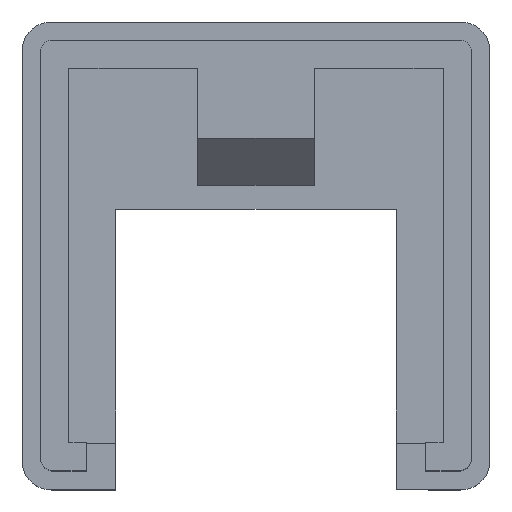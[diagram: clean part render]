
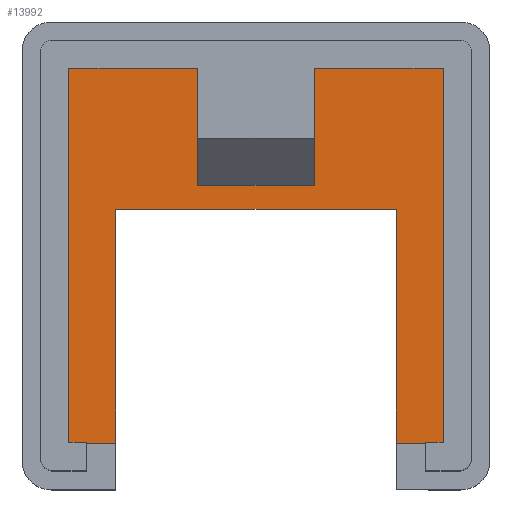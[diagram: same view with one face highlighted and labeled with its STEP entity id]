
A CAD part, top view. The second image highlights one B-rep face of the part: STEP entity #13992.
In plain terms, the highlighted planar face has unit normal (0, 0, 1).
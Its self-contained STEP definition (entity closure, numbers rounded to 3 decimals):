
#60 = CARTESIAN_POINT ( 'NONE',  ( 16., -16., 1. ) ) ;
#294 = ORIENTED_EDGE ( 'NONE', *, *, #7580, .T. ) ;
#330 = VECTOR ( 'NONE', #4031, 1000. ) ;
#503 = AXIS2_PLACEMENT_3D ( 'NONE', #8107, #2466, #10360 ) ;
#546 = DIRECTION ( 'NONE',  ( 0., -1., 0. ) ) ;
#589 = ORIENTED_EDGE ( 'NONE', *, *, #5446, .T. ) ;
#815 = CARTESIAN_POINT ( 'NONE',  ( -5., 6., 1. ) ) ;
#935 = EDGE_CURVE ( 'NONE', #13272, #11131, #8405, .T. ) ;
#1053 = ORIENTED_EDGE ( 'NONE', *, *, #2997, .T. ) ;
#1066 = EDGE_CURVE ( 'NONE', #3423, #13611, #4698, .T. ) ;
#1118 = CARTESIAN_POINT ( 'NONE',  ( 5., 16., 1. ) ) ;
#1190 = VECTOR ( 'NONE', #4394, 1000. ) ;
#1692 = VECTOR ( 'NONE', #546, 1000. ) ;
#1729 = CARTESIAN_POINT ( 'NONE',  ( 5., 6., 1. ) ) ;
#2269 = LINE ( 'NONE', #4650, #7603 ) ;
#2466 = DIRECTION ( 'NONE',  ( 0., 0., -1. ) ) ;
#2512 = VERTEX_POINT ( 'NONE', #14576 ) ;
#2686 = FACE_OUTER_BOUND ( 'NONE', #8349, .T. ) ;
#2736 = CARTESIAN_POINT ( 'NONE',  ( 16., 16., 1. ) ) ;
#2997 = EDGE_CURVE ( 'NONE', #4878, #13272, #2269, .T. ) ;
#3155 = LINE ( 'NONE', #2736, #330 ) ;
#3211 = CARTESIAN_POINT ( 'NONE',  ( -5., 16., 1. ) ) ;
#3423 = VERTEX_POINT ( 'NONE', #7802 ) ;
#3475 = DIRECTION ( 'NONE',  ( 1., 0., 0. ) ) ;
#3558 = VECTOR ( 'NONE', #4311, 1000. ) ;
#3732 = EDGE_CURVE ( 'NONE', #2512, #5785, #3155, .T. ) ;
#3926 = LINE ( 'NONE', #815, #3558 ) ;
#4014 = DIRECTION ( 'NONE',  ( 0., -1., 0. ) ) ;
#4031 = DIRECTION ( 'NONE',  ( 0., 1., 0. ) ) ;
#4033 = CARTESIAN_POINT ( 'NONE',  ( 12., 4., 1. ) ) ;
#4283 = ORIENTED_EDGE ( 'NONE', *, *, #1066, .T. ) ;
#4311 = DIRECTION ( 'NONE',  ( -1., 0., 0. ) ) ;
#4382 = VECTOR ( 'NONE', #7059, 1000. ) ;
#4394 = DIRECTION ( 'NONE',  ( -1., 0., 0. ) ) ;
#4515 = CARTESIAN_POINT ( 'NONE',  ( 5., 6., 1. ) ) ;
#4533 = EDGE_CURVE ( 'NONE', #5271, #14139, #10578, .T. ) ;
#4585 = EDGE_CURVE ( 'NONE', #11131, #2512, #10051, .T. ) ;
#4588 = VECTOR ( 'NONE', #5876, 1000. ) ;
#4650 = CARTESIAN_POINT ( 'NONE',  ( -12., 4., 1. ) ) ;
#4698 = LINE ( 'NONE', #1729, #1692 ) ;
#4853 = DIRECTION ( 'NONE',  ( 0., -1., 0. ) ) ;
#4878 = VERTEX_POINT ( 'NONE', #11887 ) ;
#4954 = VECTOR ( 'NONE', #3475, 1000. ) ;
#5069 = VECTOR ( 'NONE', #4853, 1000. ) ;
#5271 = VERTEX_POINT ( 'NONE', #13096 ) ;
#5429 = VECTOR ( 'NONE', #4014, 1000. ) ;
#5446 = EDGE_CURVE ( 'NONE', #14251, #10699, #12483, .T. ) ;
#5785 = VERTEX_POINT ( 'NONE', #9968 ) ;
#5818 = VECTOR ( 'NONE', #10230, 1000. ) ;
#5836 = EDGE_CURVE ( 'NONE', #7357, #5271, #8784, .T. ) ;
#5876 = DIRECTION ( 'NONE',  ( -1., 0., 0. ) ) ;
#6053 = CARTESIAN_POINT ( 'NONE',  ( 12., -16., 1. ) ) ;
#6070 = ORIENTED_EDGE ( 'NONE', *, *, #935, .T. ) ;
#6710 = ORIENTED_EDGE ( 'NONE', *, *, #8342, .T. ) ;
#6814 = CARTESIAN_POINT ( 'NONE',  ( -12., 4., 1. ) ) ;
#6978 = DIRECTION ( 'NONE',  ( 1., 0., 0. ) ) ;
#7059 = DIRECTION ( 'NONE',  ( 1., 0., 0. ) ) ;
#7357 = VERTEX_POINT ( 'NONE', #7805 ) ;
#7436 = CARTESIAN_POINT ( 'NONE',  ( -16., 16., 1. ) ) ;
#7580 = EDGE_CURVE ( 'NONE', #14139, #14251, #11375, .T. ) ;
#7603 = VECTOR ( 'NONE', #6978, 1000. ) ;
#7802 = CARTESIAN_POINT ( 'NONE',  ( 5., 16., 1. ) ) ;
#7805 = CARTESIAN_POINT ( 'NONE',  ( -5., 6., 1. ) ) ;
#7820 = DIRECTION ( 'NONE',  ( 0., 1., 0. ) ) ;
#7837 = CARTESIAN_POINT ( 'NONE',  ( -12., -16., 1. ) ) ;
#8090 = LINE ( 'NONE', #6814, #5818 ) ;
#8107 = CARTESIAN_POINT ( 'NONE',  ( 0., 0., 1. ) ) ;
#8342 = EDGE_CURVE ( 'NONE', #13611, #7357, #3926, .T. ) ;
#8349 = EDGE_LOOP ( 'NONE', ( #14659, #1053, #6070, #11935, #11951, #13837, #4283, #6710, #11943, #9293, #294, #589 ) ) ;
#8405 = LINE ( 'NONE', #6053, #5069 ) ;
#8784 = LINE ( 'NONE', #3211, #14621 ) ;
#9114 = CARTESIAN_POINT ( 'NONE',  ( -16., -16., 1. ) ) ;
#9173 = CARTESIAN_POINT ( 'NONE',  ( 12., -16., 1. ) ) ;
#9293 = ORIENTED_EDGE ( 'NONE', *, *, #4533, .T. ) ;
#9968 = CARTESIAN_POINT ( 'NONE',  ( 16., 16., 1. ) ) ;
#10051 = LINE ( 'NONE', #60, #4954 ) ;
#10230 = DIRECTION ( 'NONE',  ( 0., 1., 0. ) ) ;
#10360 = DIRECTION ( 'NONE',  ( -1., 0., 0. ) ) ;
#10578 = LINE ( 'NONE', #11175, #4588 ) ;
#10699 = VERTEX_POINT ( 'NONE', #7837 ) ;
#11131 = VERTEX_POINT ( 'NONE', #9173 ) ;
#11175 = CARTESIAN_POINT ( 'NONE',  ( -16., 16., 1. ) ) ;
#11375 = LINE ( 'NONE', #13033, #5429 ) ;
#11887 = CARTESIAN_POINT ( 'NONE',  ( -12., 4., 1. ) ) ;
#11935 = ORIENTED_EDGE ( 'NONE', *, *, #4585, .T. ) ;
#11943 = ORIENTED_EDGE ( 'NONE', *, *, #5836, .T. ) ;
#11951 = ORIENTED_EDGE ( 'NONE', *, *, #3732, .T. ) ;
#12242 = EDGE_CURVE ( 'NONE', #5785, #3423, #13719, .T. ) ;
#12483 = LINE ( 'NONE', #13783, #4382 ) ;
#12518 = PLANE ( 'NONE',  #503 ) ;
#12791 = EDGE_CURVE ( 'NONE', #10699, #4878, #8090, .T. ) ;
#13033 = CARTESIAN_POINT ( 'NONE',  ( -16., -16., 1. ) ) ;
#13096 = CARTESIAN_POINT ( 'NONE',  ( -5., 16., 1. ) ) ;
#13272 = VERTEX_POINT ( 'NONE', #4033 ) ;
#13611 = VERTEX_POINT ( 'NONE', #4515 ) ;
#13719 = LINE ( 'NONE', #1118, #1190 ) ;
#13783 = CARTESIAN_POINT ( 'NONE',  ( -12., -16., 1. ) ) ;
#13837 = ORIENTED_EDGE ( 'NONE', *, *, #12242, .T. ) ;
#13992 = ADVANCED_FACE ( 'NONE', ( #2686 ), #12518, .F. ) ;
#14139 = VERTEX_POINT ( 'NONE', #7436 ) ;
#14251 = VERTEX_POINT ( 'NONE', #9114 ) ;
#14576 = CARTESIAN_POINT ( 'NONE',  ( 16., -16., 1. ) ) ;
#14621 = VECTOR ( 'NONE', #7820, 1000. ) ;
#14659 = ORIENTED_EDGE ( 'NONE', *, *, #12791, .T. ) ;
